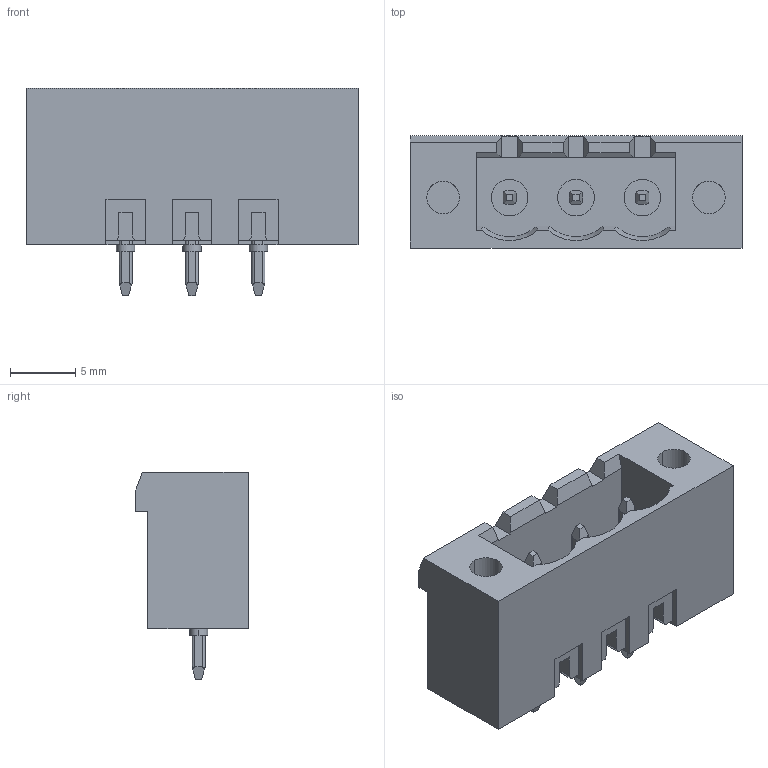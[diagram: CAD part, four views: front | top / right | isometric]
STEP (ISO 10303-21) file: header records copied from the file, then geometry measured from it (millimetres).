
FILE_DESCRIPTION(('Creo Elements/Direct Modeling STEP Export'),'2;1');
FILE_NAME('model.stp','2017-03-01T 9:30:34',(''),(''),'Creo Elements/Direct Modeling STEP processor for AP214 (Solid Model)','Creo Elements/Direct Modeling 18.1G 27-Feb-2015 (C) Parametric Technology GmbH','');
FILE_SCHEMA(('AUTOMOTIVE_DESIGN { 1 0 10303 214 1 1 1 1 }'));
Length unit declared in the file: millimetre
Products named in the file (3): MSTBV_2_5-3-GF-5_08; Bohrloch.2; MSTBV_2_5-3-GF-5_08_
Assembly tree (4 placements, depth 2):
  MSTBV_2_5-3-GF-5_08_
    Bohrloch.2  x3
    MSTBV_2_5-3-GF-5_08
Bounding box: 25.4 x 8.6 x 15.9 mm (x, y, z)
Volume: 1597.2 mm3; surface area: 1894.6 mm2
Topology: 4 solids, 4 shells, 231 faces, 611 edges, 402 vertices
Faces by surface type: plane 156, cylinder 66, sphere 6, cone 3
Entity records: 8703 total; most frequent: CARTESIAN_POINT 1219, ORIENTED_EDGE 1186, DIRECTION 1156, EDGE_CURVE 593, VECTOR 422, LINE 422, VERTEX_POINT 394, AXIS2_PLACEMENT_3D 367
